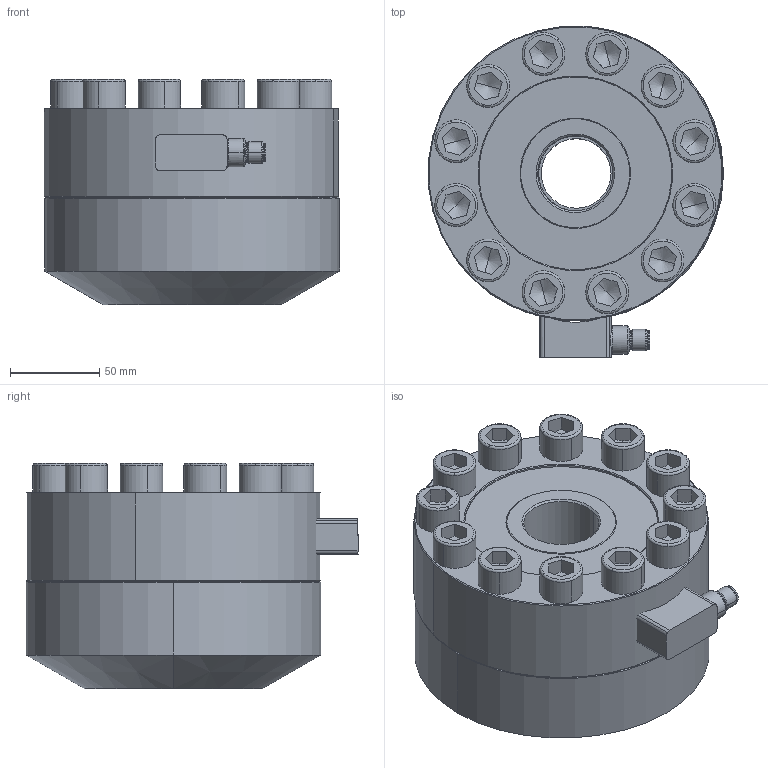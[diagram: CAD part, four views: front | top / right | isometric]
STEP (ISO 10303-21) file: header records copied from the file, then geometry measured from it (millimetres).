
FILE_DESCRIPTION(('STEP AP214'),'1');
FILE_NAME('TC4 Ø165 20t and 30t with base and M12 connector.stp','2017-10-16T13:26:16',(' '),(' '),'Spatial InterOp 3D',' ',' ');
FILE_SCHEMA(('automotive_design'));
Length unit declared in the file: millimetre
Products named in the file (6): TC4 Ø165 20t and 30t with base and M12 connector; TC4 Ø165 20t and 30t with base; Base plate; Componente1; Serie; Screw M16 L=80
Assembly tree (16 placements, depth 3):
  TC4 Ø165 20t and 30t with base and M12 connector
    TC4 Ø165 20t and 30t with base
    Base plate
    Componente1
    Serie
      Screw M16 L=80  x12
Bounding box: 165.19 x 185.84 x 126 mm (x, y, z)
Volume: 2136512.5 mm3; surface area: 281214.1 mm2
Topology: 17 solids, 24 shells, 561 faces, 1378 edges, 879 vertices
Faces by surface type: cylinder 206, plane 165, cone 120, torus 68, bspline 2
Entity records: 10892 total; most frequent: CARTESIAN_POINT 1733, DIRECTION 1553, ORIENTED_EDGE 1272, AXIS2_PLACEMENT_3D 652, EDGE_CURVE 648, VERTEX_POINT 428, CIRCLE 361, EDGE_LOOP 340
